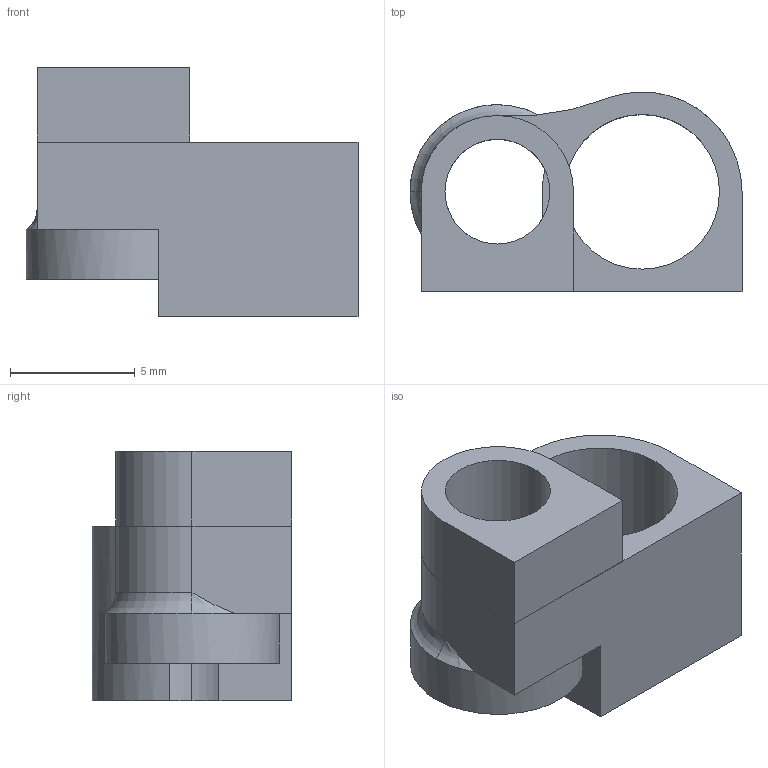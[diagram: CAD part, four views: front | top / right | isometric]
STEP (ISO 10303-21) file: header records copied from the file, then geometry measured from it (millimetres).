
FILE_DESCRIPTION (( 'STEP AP203' ), '1' );
FILE_NAME ('New_mount.STEP', '2022-08-15T13:47:44', ( '' ), ( '' ), 'SwSTEP 2.0', 'SolidWorks 2022', '' );
FILE_SCHEMA (( 'CONFIG_CONTROL_DESIGN' ));
Length unit declared in the file: millimetre
Products named in the file (1): New_mount
Bounding box: 13.3 x 8 x 10 mm (x, y, z)
Volume: 360.3 mm3; surface area: 724.3 mm2
Topology: 2 solids, 2 shells, 32 faces, 84 edges, 55 vertices
Faces by surface type: plane 16, cylinder 13, torus 2, bspline 1
Entity records: 1297 total; most frequent: CARTESIAN_POINT 403, DIRECTION 174, ORIENTED_EDGE 168, EDGE_CURVE 84, AXIS2_PLACEMENT_3D 65, VERTEX_POINT 55, LINE 44, VECTOR 44
